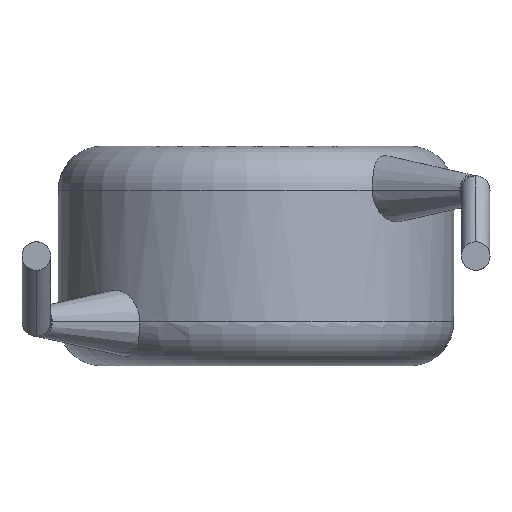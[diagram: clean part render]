
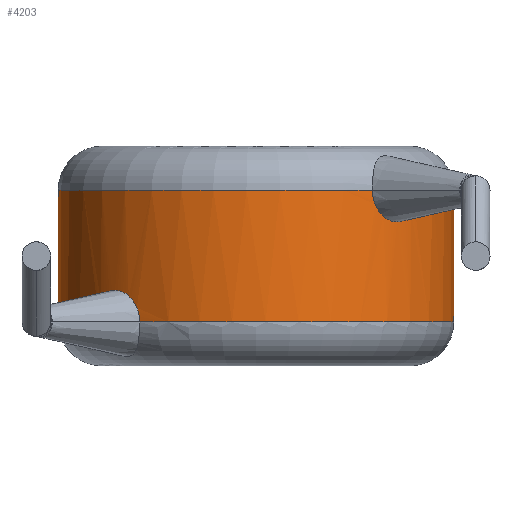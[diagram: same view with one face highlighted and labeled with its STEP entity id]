
A CAD part, front view. The second image highlights one B-rep face of the part: STEP entity #4203.
In plain terms, the highlighted cylindrical face has radius 4.5 mm (diameter 9 mm), a partial arc.
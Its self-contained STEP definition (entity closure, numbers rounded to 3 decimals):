
#6 = CARTESIAN_POINT ( 'NONE',  ( -2.646, -3.64, 1. ) ) ;
#72 = EDGE_CURVE ( 'NONE', #2970, #3520, #2353, .T. ) ;
#81 = CARTESIAN_POINT ( 'NONE',  ( 3.069, -3.296, 3.277 ) ) ;
#86 = B_SPLINE_CURVE_WITH_KNOTS ( 'NONE', 3,
 ( #6, #2637, #1645, #3302, #1335, #2010, #3937, #324, #670, #2963, #3631, #1005, #1660, #3951 ),
 .UNSPECIFIED., .F., .F.,
 ( 4, 2, 2, 2, 2, 2, 4 ),
 ( 0., 0., 0.001, 0.001, 0.001, 0.002, 0.002 ),
 .UNSPECIFIED. ) ;
#100 = CARTESIAN_POINT ( 'NONE',  ( 3.63, -2.663, 3.621 ) ) ;
#101 = CARTESIAN_POINT ( 'NONE',  ( -4.5, 0., 1. ) ) ;
#113 = CARTESIAN_POINT ( 'NONE',  ( 3.675, -2.597, 4. ) ) ;
#215 = B_SPLINE_CURVE_WITH_KNOTS ( 'NONE', 3,
 ( #4064, #3729, #3376, #397, #3359, #2074, #81, #752, #1751, #3409, #424, #100, #2368, #113 ),
 .UNSPECIFIED., .F., .F.,
 ( 4, 2, 2, 2, 2, 2, 4 ),
 ( 0., 0., 0.001, 0.001, 0.001, 0.002, 0.002 ),
 .UNSPECIFIED. ) ;
#324 = CARTESIAN_POINT ( 'NONE',  ( -3.27, -3.093, 1.723 ) ) ;
#397 = CARTESIAN_POINT ( 'NONE',  ( 2.722, -3.583, 3.633 ) ) ;
#424 = CARTESIAN_POINT ( 'NONE',  ( 3.502, -2.826, 3.42 ) ) ;
#429 = DIRECTION ( 'NONE',  ( 1., 0., 0. ) ) ;
#515 = EDGE_CURVE ( 'NONE', #2116, #1746, #86, .T. ) ;
#526 = CIRCLE ( 'NONE', #1200, 4.5 ) ;
#608 = DIRECTION ( 'NONE',  ( 1., 0., 0. ) ) ;
#670 = CARTESIAN_POINT ( 'NONE',  ( -3.335, -3.023, 1.705 ) ) ;
#706 = ORIENTED_EDGE ( 'NONE', *, *, #72, .T. ) ;
#752 = CARTESIAN_POINT ( 'NONE',  ( 3.27, -3.093, 3.277 ) ) ;
#772 = CIRCLE ( 'NONE', #4001, 4.5 ) ;
#811 = DIRECTION ( 'NONE',  ( 0., 0., -1. ) ) ;
#845 = EDGE_CURVE ( 'NONE', #2082, #4028, #215, .T. ) ;
#882 = ORIENTED_EDGE ( 'NONE', *, *, #3283, .T. ) ;
#901 = VECTOR ( 'NONE', #1042, 1000. ) ;
#919 = CARTESIAN_POINT ( 'NONE',  ( 0., 0., 1. ) ) ;
#1005 = CARTESIAN_POINT ( 'NONE',  ( -3.63, -2.663, 1.379 ) ) ;
#1040 = EDGE_CURVE ( 'NONE', #2082, #2970, #1669, .T. ) ;
#1042 = DIRECTION ( 'NONE',  ( 0., 0., -1. ) ) ;
#1088 = DIRECTION ( 'NONE',  ( 0., 0., 1. ) ) ;
#1092 = CARTESIAN_POINT ( 'NONE',  ( -4.5, 0., 5. ) ) ;
#1096 = VERTEX_POINT ( 'NONE', #2183 ) ;
#1102 = DIRECTION ( 'NONE',  ( -1., 0., 0. ) ) ;
#1200 = AXIS2_PLACEMENT_3D ( 'NONE', #2639, #2325, #1647 ) ;
#1215 = LINE ( 'NONE', #2869, #3075 ) ;
#1309 = ORIENTED_EDGE ( 'NONE', *, *, #3308, .T. ) ;
#1335 = CARTESIAN_POINT ( 'NONE',  ( -2.767, -3.55, 1.447 ) ) ;
#1347 = AXIS2_PLACEMENT_3D ( 'NONE', #1526, #1866, #3512 ) ;
#1492 = EDGE_CURVE ( 'NONE', #1096, #1605, #1215, .T. ) ;
#1526 = CARTESIAN_POINT ( 'NONE',  ( 0., 0., 4. ) ) ;
#1605 = VERTEX_POINT ( 'NONE', #3296 ) ;
#1620 = ORIENTED_EDGE ( 'NONE', *, *, #515, .F. ) ;
#1645 = CARTESIAN_POINT ( 'NONE',  ( -2.662, -3.628, 1.191 ) ) ;
#1647 = DIRECTION ( 'NONE',  ( 1., 0., 0. ) ) ;
#1660 = CARTESIAN_POINT ( 'NONE',  ( -3.675, -2.597, 1.193 ) ) ;
#1669 = CIRCLE ( 'NONE', #1347, 4.5 ) ;
#1701 = CYLINDRICAL_SURFACE ( 'NONE', #1710, 4.5 ) ;
#1710 = AXIS2_PLACEMENT_3D ( 'NONE', #2120, #811, #1102 ) ;
#1746 = VERTEX_POINT ( 'NONE', #1845 ) ;
#1751 = CARTESIAN_POINT ( 'NONE',  ( 3.335, -3.023, 3.295 ) ) ;
#1845 = CARTESIAN_POINT ( 'NONE',  ( -3.675, -2.597, 1. ) ) ;
#1866 = DIRECTION ( 'NONE',  ( 0., 0., -1. ) ) ;
#1964 = AXIS2_PLACEMENT_3D ( 'NONE', #919, #2872, #608 ) ;
#1995 = CARTESIAN_POINT ( 'NONE',  ( -4.5, 0., 4. ) ) ;
#2010 = CARTESIAN_POINT ( 'NONE',  ( -2.926, -3.422, 1.646 ) ) ;
#2074 = CARTESIAN_POINT ( 'NONE',  ( 2.926, -3.422, 3.354 ) ) ;
#2082 = VERTEX_POINT ( 'NONE', #4136 ) ;
#2116 = VERTEX_POINT ( 'NONE', #3767 ) ;
#2120 = CARTESIAN_POINT ( 'NONE',  ( 0., 0., 5. ) ) ;
#2183 = CARTESIAN_POINT ( 'NONE',  ( 4.5, 0., 4. ) ) ;
#2243 = DIRECTION ( 'NONE',  ( 0., 0., -1. ) ) ;
#2325 = DIRECTION ( 'NONE',  ( 0., 0., -1. ) ) ;
#2353 = LINE ( 'NONE', #1092, #901 ) ;
#2368 = CARTESIAN_POINT ( 'NONE',  ( 3.675, -2.597, 3.807 ) ) ;
#2409 = CARTESIAN_POINT ( 'NONE',  ( 0., 0., 1. ) ) ;
#2435 = EDGE_LOOP ( 'NONE', ( #2752, #3830, #3611, #2891, #706, #882, #1620, #1309 ) ) ;
#2637 = CARTESIAN_POINT ( 'NONE',  ( -2.646, -3.64, 1.096 ) ) ;
#2639 = CARTESIAN_POINT ( 'NONE',  ( 0., 0., 4. ) ) ;
#2752 = ORIENTED_EDGE ( 'NONE', *, *, #1492, .F. ) ;
#2869 = CARTESIAN_POINT ( 'NONE',  ( 4.5, 0., 5. ) ) ;
#2872 = DIRECTION ( 'NONE',  ( 0., 0., 1. ) ) ;
#2891 = ORIENTED_EDGE ( 'NONE', *, *, #1040, .T. ) ;
#2963 = CARTESIAN_POINT ( 'NONE',  ( -3.451, -2.889, 1.633 ) ) ;
#2970 = VERTEX_POINT ( 'NONE', #1995 ) ;
#2975 = EDGE_CURVE ( 'NONE', #1096, #4028, #526, .T. ) ;
#3075 = VECTOR ( 'NONE', #2243, 1000. ) ;
#3283 = EDGE_CURVE ( 'NONE', #3520, #1746, #772, .T. ) ;
#3296 = CARTESIAN_POINT ( 'NONE',  ( 4.5, 0., 1. ) ) ;
#3302 = CARTESIAN_POINT ( 'NONE',  ( -2.722, -3.583, 1.367 ) ) ;
#3308 = EDGE_CURVE ( 'NONE', #2116, #1605, #3414, .T. ) ;
#3359 = CARTESIAN_POINT ( 'NONE',  ( 2.767, -3.55, 3.553 ) ) ;
#3376 = CARTESIAN_POINT ( 'NONE',  ( 2.662, -3.628, 3.809 ) ) ;
#3409 = CARTESIAN_POINT ( 'NONE',  ( 3.451, -2.889, 3.367 ) ) ;
#3412 = FACE_OUTER_BOUND ( 'NONE', #2435, .T. ) ;
#3414 = CIRCLE ( 'NONE', #1964, 4.5 ) ;
#3512 = DIRECTION ( 'NONE',  ( 1., 0., 0. ) ) ;
#3520 = VERTEX_POINT ( 'NONE', #101 ) ;
#3611 = ORIENTED_EDGE ( 'NONE', *, *, #845, .F. ) ;
#3631 = CARTESIAN_POINT ( 'NONE',  ( -3.502, -2.826, 1.58 ) ) ;
#3729 = CARTESIAN_POINT ( 'NONE',  ( 2.646, -3.64, 3.904 ) ) ;
#3767 = CARTESIAN_POINT ( 'NONE',  ( -2.646, -3.64, 1. ) ) ;
#3830 = ORIENTED_EDGE ( 'NONE', *, *, #2975, .T. ) ;
#3937 = CARTESIAN_POINT ( 'NONE',  ( -3.069, -3.296, 1.723 ) ) ;
#3951 = CARTESIAN_POINT ( 'NONE',  ( -3.675, -2.597, 1. ) ) ;
#3994 = CARTESIAN_POINT ( 'NONE',  ( 3.675, -2.597, 4. ) ) ;
#4001 = AXIS2_PLACEMENT_3D ( 'NONE', #2409, #1088, #429 ) ;
#4028 = VERTEX_POINT ( 'NONE', #3994 ) ;
#4064 = CARTESIAN_POINT ( 'NONE',  ( 2.646, -3.64, 4. ) ) ;
#4136 = CARTESIAN_POINT ( 'NONE',  ( 2.646, -3.64, 4. ) ) ;
#4203 = ADVANCED_FACE ( 'NONE', ( #3412 ), #1701, .T. ) ;
